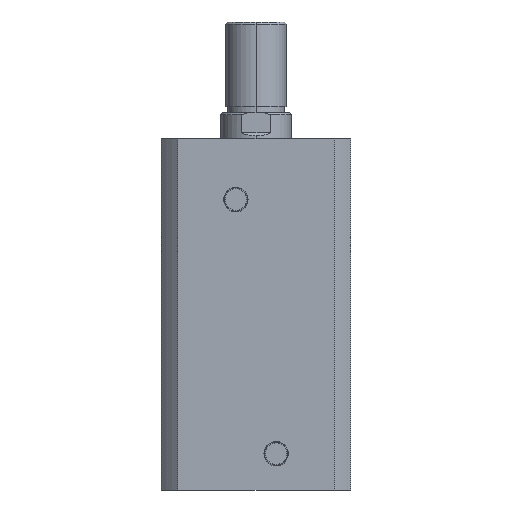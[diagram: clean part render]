
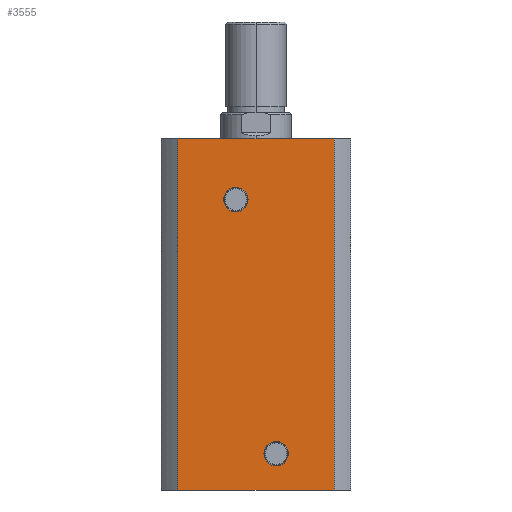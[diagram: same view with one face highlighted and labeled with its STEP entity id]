
A CAD part, left-side view. The second image highlights one B-rep face of the part: STEP entity #3555.
In plain terms, the highlighted planar face has unit normal (-1, 0, 0).
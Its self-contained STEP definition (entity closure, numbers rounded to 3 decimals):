
#4 = VERTEX_POINT ( 'NONE', #1883 ) ;
#644 = AXIS2_PLACEMENT_3D ( 'NONE', #3394, #3395, #3396 ) ;
#647 = AXIS2_PLACEMENT_3D ( 'NONE', #3787, #3788, #3789 ) ;
#648 = AXIS2_PLACEMENT_3D ( 'NONE', #3782, #3783, #3784 ) ;
#658 = AXIS2_PLACEMENT_3D ( 'NONE', #3733, #3734, #3735 ) ;
#662 = AXIS2_PLACEMENT_3D ( 'NONE', #1295, #1296, #1297 ) ;
#1295 = CARTESIAN_POINT ( 'NONE',  ( -47., 10., 144. ) ) ;
#1296 = DIRECTION ( 'NONE',  ( -1., 0., 0. ) ) ;
#1297 = DIRECTION ( 'NONE',  ( 0., 0., 1. ) ) ;
#1560 = VERTEX_POINT ( 'NONE', #1774 ) ;
#1589 = VERTEX_POINT ( 'NONE', #2905 ) ;
#1774 = CARTESIAN_POINT ( 'NONE',  ( -47., -38.884, 174. ) ) ;
#1860 = VERTEX_POINT ( 'NONE', #2918 ) ;
#1868 = VERTEX_POINT ( 'NONE', #2923 ) ;
#1872 = VERTEX_POINT ( 'NONE', #2927 ) ;
#1883 = CARTESIAN_POINT ( 'NONE',  ( -47., 10., 150.06 ) ) ;
#1961 = CIRCLE ( 'NONE', #662, 6.06 ) ;
#1973 = CIRCLE ( 'NONE', #658, 6.06 ) ;
#1997 = LINE ( 'NONE', #3774, #2008 ) ;
#2006 = CIRCLE ( 'NONE', #648, 6.06 ) ;
#2007 = LINE ( 'NONE', #3778, #2010 ) ;
#2008 = VECTOR ( 'NONE', #3770, 1000. ) ;
#2009 = LINE ( 'NONE', #3780, #2012 ) ;
#2010 = VECTOR ( 'NONE', #3779, 1000. ) ;
#2012 = VECTOR ( 'NONE', #3781, 1000. ) ;
#2013 = CIRCLE ( 'NONE', #647, 6.06 ) ;
#2015 = LINE ( 'NONE', #3785, #2017 ) ;
#2017 = VECTOR ( 'NONE', #3786, 1000. ) ;
#2039 = FACE_BOUND ( 'NONE', #3124, .T. ) ;
#2043 = FACE_BOUND ( 'NONE', #3129, .T. ) ;
#2045 = FACE_OUTER_BOUND ( 'NONE', #3131, .T. ) ;
#2135 = ORIENTED_EDGE ( 'NONE', *, *, #3103, .T. ) ;
#2185 = ORIENTED_EDGE ( 'NONE', *, *, #3097, .F. ) ;
#2195 = ORIENTED_EDGE ( 'NONE', *, *, #3098, .F. ) ;
#2199 = ORIENTED_EDGE ( 'NONE', *, *, #3100, .F. ) ;
#2200 = ORIENTED_EDGE ( 'NONE', *, *, #3071, .F. ) ;
#2215 = ORIENTED_EDGE ( 'NONE', *, *, #3101, .F. ) ;
#2218 = ORIENTED_EDGE ( 'NONE', *, *, #3079, .F. ) ;
#2221 = ORIENTED_EDGE ( 'NONE', *, *, #3099, .T. ) ;
#2905 = CARTESIAN_POINT ( 'NONE',  ( -47., 38.884, 0. ) ) ;
#2918 = CARTESIAN_POINT ( 'NONE',  ( -47., -10., 24.06 ) ) ;
#2923 = CARTESIAN_POINT ( 'NONE',  ( -47., -10., 11.94 ) ) ;
#2927 = CARTESIAN_POINT ( 'NONE',  ( -47., 10., 137.94 ) ) ;
#3071 = EDGE_CURVE ( 'NONE', #1872, #4, #1961, .T. ) ;
#3079 = EDGE_CURVE ( 'NONE', #1868, #1860, #1973, .T. ) ;
#3097 = EDGE_CURVE ( 'NONE', #3330, #1560, #1997, .T. ) ;
#3098 = EDGE_CURVE ( 'NONE', #1560, #3179, #2007, .T. ) ;
#3099 = EDGE_CURVE ( 'NONE', #1589, #3179, #2009, .T. ) ;
#3100 = EDGE_CURVE ( 'NONE', #1860, #1868, #2006, .T. ) ;
#3101 = EDGE_CURVE ( 'NONE', #4, #1872, #2013, .T. ) ;
#3103 = EDGE_CURVE ( 'NONE', #3330, #1589, #2015, .T. ) ;
#3124 = EDGE_LOOP ( 'NONE', ( #2199, #2218 ) ) ;
#3129 = EDGE_LOOP ( 'NONE', ( #2215, #2200 ) ) ;
#3131 = EDGE_LOOP ( 'NONE', ( #2221, #2195, #2185, #2135 ) ) ;
#3179 = VERTEX_POINT ( 'NONE', #3805 ) ;
#3330 = VERTEX_POINT ( 'NONE', #3347 ) ;
#3347 = CARTESIAN_POINT ( 'NONE',  ( -47., 38.884, 174. ) ) ;
#3392 = PLANE ( 'NONE',  #644 ) ;
#3394 = CARTESIAN_POINT ( 'NONE',  ( -47., 0., 174. ) ) ;
#3395 = DIRECTION ( 'NONE',  ( 1., 0., 0. ) ) ;
#3396 = DIRECTION ( 'NONE',  ( 0., 1., 0. ) ) ;
#3555 = ADVANCED_FACE ( 'NONE', ( #2043, #2039, #2045 ), #3392, .F. ) ;
#3733 = CARTESIAN_POINT ( 'NONE',  ( -47., -10., 18. ) ) ;
#3734 = DIRECTION ( 'NONE',  ( -1., 0., 0. ) ) ;
#3735 = DIRECTION ( 'NONE',  ( 0., 0., 1. ) ) ;
#3770 = DIRECTION ( 'NONE',  ( 0., -1., 0. ) ) ;
#3774 = CARTESIAN_POINT ( 'NONE',  ( -47., 0., 174. ) ) ;
#3778 = CARTESIAN_POINT ( 'NONE',  ( -47., -38.884, 174. ) ) ;
#3779 = DIRECTION ( 'NONE',  ( 0., 0., -1. ) ) ;
#3780 = CARTESIAN_POINT ( 'NONE',  ( -47., 0., 0. ) ) ;
#3781 = DIRECTION ( 'NONE',  ( 0., -1., 0. ) ) ;
#3782 = CARTESIAN_POINT ( 'NONE',  ( -47., -10., 18. ) ) ;
#3783 = DIRECTION ( 'NONE',  ( -1., 0., 0. ) ) ;
#3784 = DIRECTION ( 'NONE',  ( 0., 0., 1. ) ) ;
#3785 = CARTESIAN_POINT ( 'NONE',  ( -47., 38.884, 174. ) ) ;
#3786 = DIRECTION ( 'NONE',  ( 0., 0., -1. ) ) ;
#3787 = CARTESIAN_POINT ( 'NONE',  ( -47., 10., 144. ) ) ;
#3788 = DIRECTION ( 'NONE',  ( -1., 0., 0. ) ) ;
#3789 = DIRECTION ( 'NONE',  ( 0., 0., 1. ) ) ;
#3805 = CARTESIAN_POINT ( 'NONE',  ( -47., -38.884, 0. ) ) ;
